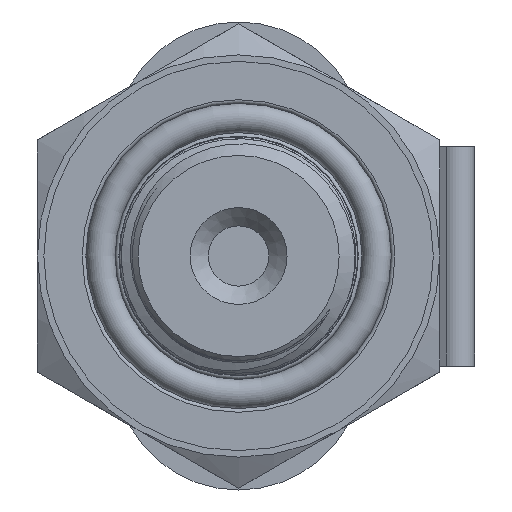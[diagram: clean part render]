
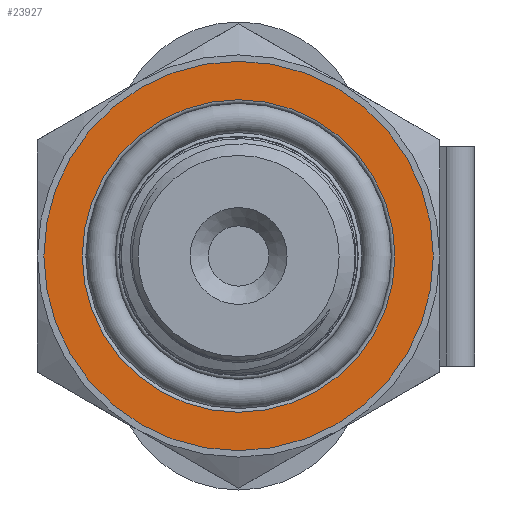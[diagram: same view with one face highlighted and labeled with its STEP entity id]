
A CAD part, left-side view. The second image highlights one B-rep face of the part: STEP entity #23927.
In plain terms, the highlighted planar face has unit normal (-1, 0, 0).
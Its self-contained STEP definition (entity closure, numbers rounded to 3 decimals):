
#516=PLANE('',#25144);
#1200=FACE_BOUND('',#3088,.T.);
#1687=FACE_OUTER_BOUND('',#3087,.T.);
#3087=EDGE_LOOP('',(#17735));
#3088=EDGE_LOOP('',(#17736));
#4263=CIRCLE('',#25145,10.65);
#4264=CIRCLE('',#25146,8.55);
#10522=VERTEX_POINT('',#44496);
#10523=VERTEX_POINT('',#44498);
#13210=EDGE_CURVE('',#10522,#10522,#4263,.T.);
#13211=EDGE_CURVE('',#10523,#10523,#4264,.T.);
#17735=ORIENTED_EDGE('',*,*,#13210,.F.);
#17736=ORIENTED_EDGE('',*,*,#13211,.T.);
#23927=ADVANCED_FACE('',(#1687,#1200),#516,.T.);
#25144=AXIS2_PLACEMENT_3D('',#44495,#27379,#27380);
#25145=AXIS2_PLACEMENT_3D('',#44497,#27381,#27382);
#25146=AXIS2_PLACEMENT_3D('',#44499,#27383,#27384);
#27379=DIRECTION('center_axis',(-1.,0.,0.));
#27380=DIRECTION('ref_axis',(0.,0.,1.));
#27381=DIRECTION('center_axis',(1.,0.,0.));
#27382=DIRECTION('ref_axis',(0.,0.,-1.));
#27383=DIRECTION('center_axis',(1.,0.,0.));
#27384=DIRECTION('ref_axis',(0.,0.,-1.));
#44495=CARTESIAN_POINT('Origin',(-31.7,10.65,0.));
#44496=CARTESIAN_POINT('',(-31.7,-10.65,0.));
#44497=CARTESIAN_POINT('Origin',(-31.7,0.,
0.));
#44498=CARTESIAN_POINT('',(-31.7,0.,8.55));
#44499=CARTESIAN_POINT('Origin',(-31.7,0.,
0.));
